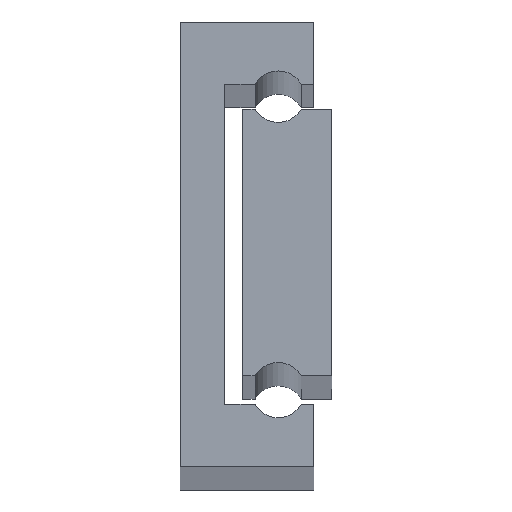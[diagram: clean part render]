
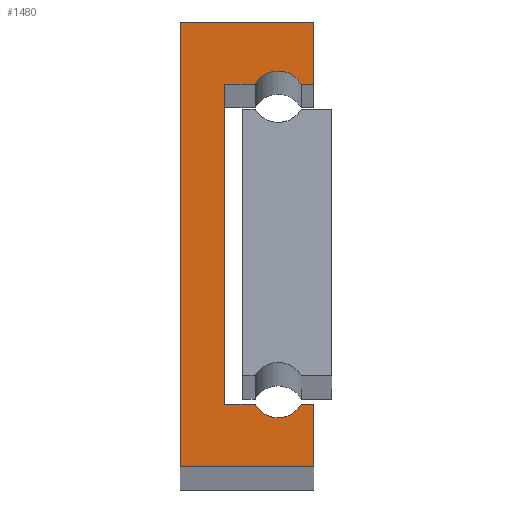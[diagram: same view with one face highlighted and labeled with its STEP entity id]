
A CAD part, top view. The second image highlights one B-rep face of the part: STEP entity #1480.
In plain terms, the highlighted planar face has unit normal (0, 0, 1).
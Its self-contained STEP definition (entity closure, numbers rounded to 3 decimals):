
#49 = LINE ( 'NONE', #164, #1348 ) ;
#56 = ORIENTED_EDGE ( 'NONE', *, *, #923, .T. ) ;
#118 = LINE ( 'NONE', #1900, #1296 ) ;
#164 = CARTESIAN_POINT ( 'NONE',  ( 15., 43., 750. ) ) ;
#193 = VERTEX_POINT ( 'NONE', #249 ) ;
#204 = CARTESIAN_POINT ( 'NONE',  ( 15., 0., 750. ) ) ;
#216 = EDGE_CURVE ( 'NONE', #598, #1521, #118, .T. ) ;
#220 = VERTEX_POINT ( 'NONE', #750 ) ;
#246 = VERTEX_POINT ( 'NONE', #658 ) ;
#249 = CARTESIAN_POINT ( 'NONE',  ( 0., 50., 750. ) ) ;
#255 = CARTESIAN_POINT ( 'NONE',  ( 0., 0., 750. ) ) ;
#277 = CARTESIAN_POINT ( 'NONE',  ( 15., 7., 750. ) ) ;
#327 = LINE ( 'NONE', #494, #1060 ) ;
#342 = VECTOR ( 'NONE', #1274, 1000. ) ;
#346 = CARTESIAN_POINT ( 'NONE',  ( 5., 43., 750. ) ) ;
#390 = EDGE_CURVE ( 'NONE', #1059, #1866, #1597, .T. ) ;
#406 = PLANE ( 'NONE',  #821 ) ;
#444 = VECTOR ( 'NONE', #864, 1000. ) ;
#453 = ORIENTED_EDGE ( 'NONE', *, *, #1466, .T. ) ;
#456 = VERTEX_POINT ( 'NONE', #255 ) ;
#490 = EDGE_CURVE ( 'NONE', #1521, #1308, #986, .T. ) ;
#491 = DIRECTION ( 'NONE',  ( 1., 0., 0. ) ) ;
#494 = CARTESIAN_POINT ( 'NONE',  ( 0., 0., 750. ) ) ;
#514 = ORIENTED_EDGE ( 'NONE', *, *, #490, .T. ) ;
#534 = FACE_OUTER_BOUND ( 'NONE', #1358, .T. ) ;
#538 = CARTESIAN_POINT ( 'NONE',  ( 15., 50., 750. ) ) ;
#557 = LINE ( 'NONE', #1465, #1870 ) ;
#596 = LINE ( 'NONE', #1742, #1682 ) ;
#598 = VERTEX_POINT ( 'NONE', #643 ) ;
#605 = VERTEX_POINT ( 'NONE', #1381 ) ;
#643 = CARTESIAN_POINT ( 'NONE',  ( 8.402, 7., 750. ) ) ;
#658 = CARTESIAN_POINT ( 'NONE',  ( 8.402, 43., 750. ) ) ;
#668 = AXIS2_PLACEMENT_3D ( 'NONE', #1073, #1235, #796 ) ;
#703 = CARTESIAN_POINT ( 'NONE',  ( 5., 7., 750. ) ) ;
#716 = CARTESIAN_POINT ( 'NONE',  ( 15., 43., 750. ) ) ;
#719 = CARTESIAN_POINT ( 'NONE',  ( 5., 7., 750. ) ) ;
#734 = EDGE_CURVE ( 'NONE', #1308, #246, #596, .T. ) ;
#743 = CARTESIAN_POINT ( 'NONE',  ( 0., 0., 750. ) ) ;
#750 = CARTESIAN_POINT ( 'NONE',  ( 13.598, 43., 750. ) ) ;
#796 = DIRECTION ( 'NONE',  ( -1., 0., 0. ) ) ;
#821 = AXIS2_PLACEMENT_3D ( 'NONE', #1032, #861, #1337 ) ;
#861 = DIRECTION ( 'NONE',  ( 0., 0., -1. ) ) ;
#864 = DIRECTION ( 'NONE',  ( 0., 1., 0. ) ) ;
#868 = ORIENTED_EDGE ( 'NONE', *, *, #1216, .T. ) ;
#874 = ORIENTED_EDGE ( 'NONE', *, *, #1158, .T. ) ;
#888 = ORIENTED_EDGE ( 'NONE', *, *, #390, .T. ) ;
#923 = EDGE_CURVE ( 'NONE', #1773, #605, #1131, .T. ) ;
#929 = DIRECTION ( 'NONE',  ( 1., 0., 0. ) ) ;
#986 = LINE ( 'NONE', #703, #1713 ) ;
#1032 = CARTESIAN_POINT ( 'NONE',  ( 11., 41.5, 750. ) ) ;
#1033 = DIRECTION ( 'NONE',  ( -1., 0., 0. ) ) ;
#1035 = CARTESIAN_POINT ( 'NONE',  ( 15., 7., 750. ) ) ;
#1059 = VERTEX_POINT ( 'NONE', #1414 ) ;
#1060 = VECTOR ( 'NONE', #929, 1000. ) ;
#1073 = CARTESIAN_POINT ( 'NONE',  ( 11., 41.5, 750. ) ) ;
#1123 = DIRECTION ( 'NONE',  ( 1., 0., 0. ) ) ;
#1131 = LINE ( 'NONE', #538, #444 ) ;
#1158 = EDGE_CURVE ( 'NONE', #1866, #1370, #1360, .T. ) ;
#1167 = ORIENTED_EDGE ( 'NONE', *, *, #1245, .T. ) ;
#1170 = ORIENTED_EDGE ( 'NONE', *, *, #734, .T. ) ;
#1200 = LINE ( 'NONE', #743, #1418 ) ;
#1216 = EDGE_CURVE ( 'NONE', #220, #1773, #49, .T. ) ;
#1235 = DIRECTION ( 'NONE',  ( 0., 0., -1. ) ) ;
#1244 = DIRECTION ( 'NONE',  ( 1., 0., 0. ) ) ;
#1245 = EDGE_CURVE ( 'NONE', #246, #220, #1643, .T. ) ;
#1274 = DIRECTION ( 'NONE',  ( 0., 1., 0. ) ) ;
#1286 = VECTOR ( 'NONE', #1981, 1000. ) ;
#1290 = DIRECTION ( 'NONE',  ( -1., 0., 0. ) ) ;
#1296 = VECTOR ( 'NONE', #1033, 1000. ) ;
#1308 = VERTEX_POINT ( 'NONE', #346 ) ;
#1325 = DIRECTION ( 'NONE',  ( 0., 1., 0. ) ) ;
#1337 = DIRECTION ( 'NONE',  ( -1., 0., 0. ) ) ;
#1348 = VECTOR ( 'NONE', #1244, 1000. ) ;
#1358 = EDGE_LOOP ( 'NONE', ( #453, #1825, #888, #874, #1538, #1948, #514, #1170, #1167, #868, #56, #1494 ) ) ;
#1360 = LINE ( 'NONE', #1035, #1286 ) ;
#1370 = VERTEX_POINT ( 'NONE', #1915 ) ;
#1381 = CARTESIAN_POINT ( 'NONE',  ( 15., 50., 750. ) ) ;
#1406 = EDGE_CURVE ( 'NONE', #605, #193, #557, .T. ) ;
#1414 = CARTESIAN_POINT ( 'NONE',  ( 15., 0., 750. ) ) ;
#1418 = VECTOR ( 'NONE', #1740, 1000. ) ;
#1465 = CARTESIAN_POINT ( 'NONE',  ( 0., 50., 750. ) ) ;
#1466 = EDGE_CURVE ( 'NONE', #193, #456, #1200, .T. ) ;
#1480 = ADVANCED_FACE ( 'NONE', ( #534 ), #406, .F. ) ;
#1494 = ORIENTED_EDGE ( 'NONE', *, *, #1406, .T. ) ;
#1521 = VERTEX_POINT ( 'NONE', #719 ) ;
#1538 = ORIENTED_EDGE ( 'NONE', *, *, #1705, .T. ) ;
#1569 = DIRECTION ( 'NONE',  ( 0., 0., -1. ) ) ;
#1577 = CARTESIAN_POINT ( 'NONE',  ( 11., 8.5, 750. ) ) ;
#1597 = LINE ( 'NONE', #204, #342 ) ;
#1643 = CIRCLE ( 'NONE', #668, 3. ) ;
#1682 = VECTOR ( 'NONE', #491, 1000. ) ;
#1705 = EDGE_CURVE ( 'NONE', #1370, #598, #1935, .T. ) ;
#1713 = VECTOR ( 'NONE', #1325, 1000. ) ;
#1740 = DIRECTION ( 'NONE',  ( 0., -1., 0. ) ) ;
#1742 = CARTESIAN_POINT ( 'NONE',  ( 8.402, 43., 750. ) ) ;
#1764 = EDGE_CURVE ( 'NONE', #456, #1059, #327, .T. ) ;
#1773 = VERTEX_POINT ( 'NONE', #716 ) ;
#1810 = AXIS2_PLACEMENT_3D ( 'NONE', #1577, #1569, #1123 ) ;
#1825 = ORIENTED_EDGE ( 'NONE', *, *, #1764, .T. ) ;
#1866 = VERTEX_POINT ( 'NONE', #277 ) ;
#1870 = VECTOR ( 'NONE', #1290, 1000. ) ;
#1900 = CARTESIAN_POINT ( 'NONE',  ( 8.402, 7., 750. ) ) ;
#1915 = CARTESIAN_POINT ( 'NONE',  ( 13.598, 7., 750. ) ) ;
#1935 = CIRCLE ( 'NONE', #1810, 3. ) ;
#1948 = ORIENTED_EDGE ( 'NONE', *, *, #216, .T. ) ;
#1981 = DIRECTION ( 'NONE',  ( -1., 0., 0. ) ) ;
